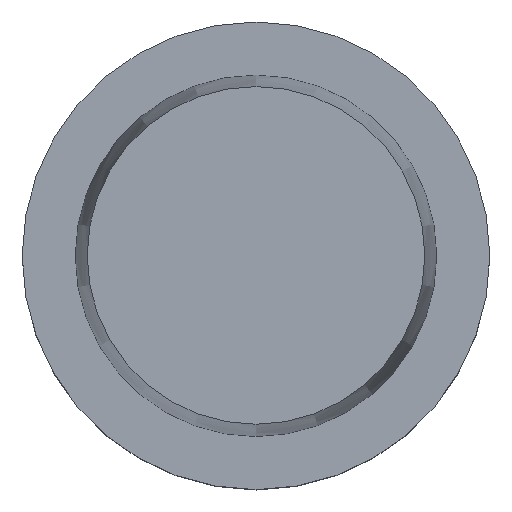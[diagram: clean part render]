
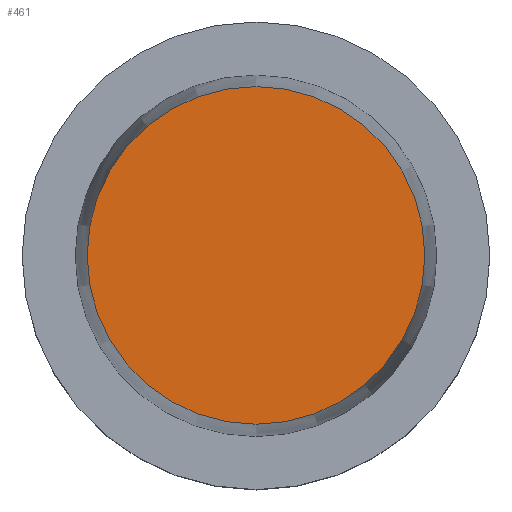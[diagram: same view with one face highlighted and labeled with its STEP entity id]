
A CAD part, top view. The second image highlights one B-rep face of the part: STEP entity #461.
In plain terms, the highlighted planar face has unit normal (0, 0, 1).
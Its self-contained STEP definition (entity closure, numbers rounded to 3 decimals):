
#146=PLANE('',#1774);
#351=FACE_OUTER_BOUND('',#689,.T.);
#461=ADVANCED_FACE('',(#351),#146,.F.);
#689=EDGE_LOOP('',(#902));
#902=ORIENTED_EDGE('',*,*,#1447,.F.);
#1272=VERTEX_POINT('',#2860);
#1447=EDGE_CURVE('',#1272,#1272,#1584,.T.);
#1584=CIRCLE('',#1773,22.722);
#1773=AXIS2_PLACEMENT_3D('',#2859,#2050,#2051);
#1774=AXIS2_PLACEMENT_3D('',#2861,#2052,#2053);
#2050=DIRECTION('',(0.,0.,-1.));
#2051=DIRECTION('',(0.,-1.,0.));
#2052=DIRECTION('',(0.,0.,-1.));
#2053=DIRECTION('',(0.,-1.,0.));
#2859=CARTESIAN_POINT('',(0.,0.,31.9));
#2860=CARTESIAN_POINT('',(0.,-22.722,31.9));
#2861=CARTESIAN_POINT('',(0.,0.,31.9));
